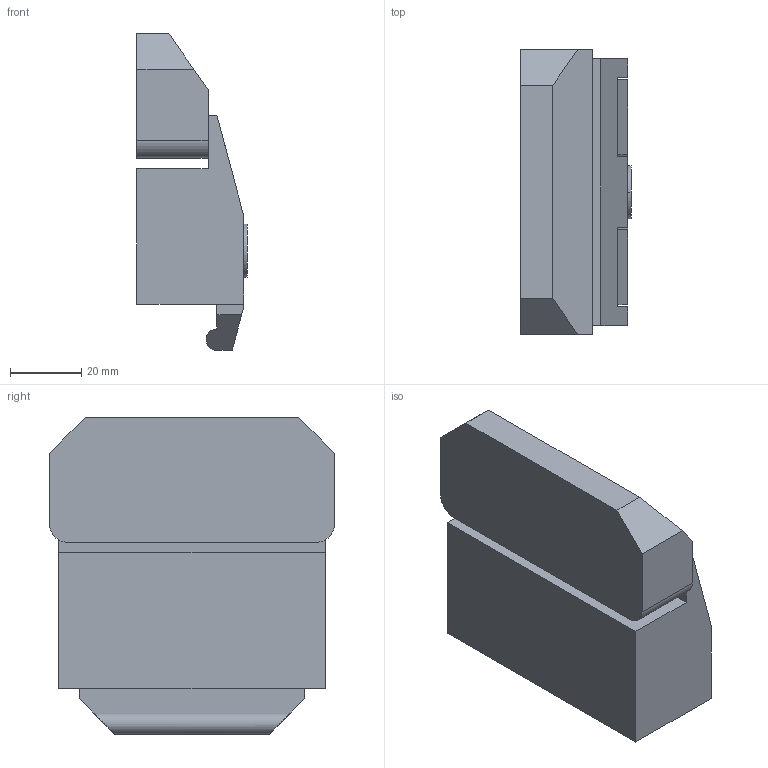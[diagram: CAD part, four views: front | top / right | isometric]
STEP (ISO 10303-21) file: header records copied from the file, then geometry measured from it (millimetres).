
FILE_DESCRIPTION (( 'STEP AP214' ), '1' );
FILE_NAME ('7330010', '2019-02-01T14:36:42', ( '' ), ('JUGARD+KÜNSTNER GmbH'), 'SwSTEP 2.0', 'SolidWorks 2017', '' );
FILE_SCHEMA (( 'AUTOMOTIVE_DESIGN' ));
Length unit declared in the file: millimetre
Products named in the file (1): 7330010_CNAJF00
Bounding box: 31 x 80 x 89 mm (x, y, z)
Volume: 141157.6 mm3; surface area: 25758 mm2
Topology: 1 solids, 2 shells, 62 faces, 166 edges, 110 vertices
Faces by surface type: plane 49, cylinder 13
Entity records: 1985 total; most frequent: CARTESIAN_POINT 345, ORIENTED_EDGE 332, DIRECTION 316, EDGE_CURVE 166, VECTOR 138, LINE 138, VERTEX_POINT 110, AXIS2_PLACEMENT_3D 89
